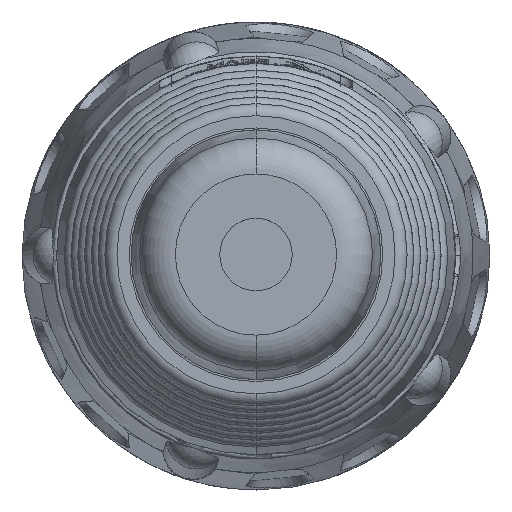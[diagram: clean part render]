
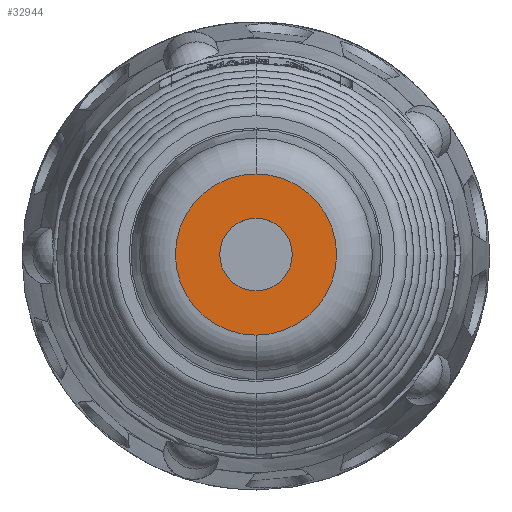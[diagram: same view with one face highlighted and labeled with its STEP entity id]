
A CAD part, top view. The second image highlights one B-rep face of the part: STEP entity #32944.
In plain terms, the highlighted planar face has unit normal (0, 0, 1).
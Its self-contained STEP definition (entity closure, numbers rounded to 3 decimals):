
#13332=CARTESIAN_POINT('',(0.,0.,53.25));
#13333=DIRECTION('',(0.,0.,-1.));
#13334=DIRECTION('',(0.,-1.,0.));
#13335=AXIS2_PLACEMENT_3D('',#13332,#13333,#13334);
#13337=CARTESIAN_POINT('',(0.,0.,53.25));
#13338=DIRECTION('',(0.,0.,-1.));
#13339=DIRECTION('',(0.,1.,0.));
#13340=AXIS2_PLACEMENT_3D('',#13337,#13338,#13339);
#13342=CARTESIAN_POINT('',(0.,0.,53.25));
#13343=DIRECTION('',(0.,0.,-1.));
#13344=DIRECTION('',(0.,-1.,0.));
#13345=AXIS2_PLACEMENT_3D('',#13342,#13343,#13344);
#13347=CARTESIAN_POINT('',(0.,0.,53.25));
#13348=DIRECTION('',(0.,0.,-1.));
#13349=DIRECTION('',(0.,1.,0.));
#13350=AXIS2_PLACEMENT_3D('',#13347,#13348,#13349);
#15501=CARTESIAN_POINT('',(0.,-1.5,53.25));
#15502=CARTESIAN_POINT('',(0.,1.5,53.25));
#15503=VERTEX_POINT('',#15501);
#15504=VERTEX_POINT('',#15502);
#15657=CARTESIAN_POINT('',(0.,-3.334,53.25));
#15658=CARTESIAN_POINT('',(0.,3.334,53.25));
#15659=VERTEX_POINT('',#15657);
#15660=VERTEX_POINT('',#15658);
#32928=CARTESIAN_POINT('',(0.,0.,53.25));
#32929=DIRECTION('',(0.,0.,1.));
#32930=DIRECTION('',(0.,-1.,0.));
#32931=AXIS2_PLACEMENT_3D('',#32928,#32929,#32930);
#32932=PLANE('',#32931);
#32934=ORIENTED_EDGE('',*,*,#32933,.T.);
#32935=ORIENTED_EDGE('',*,*,#32918,.T.);
#32936=EDGE_LOOP('',(#32934,#32935));
#32937=FACE_OUTER_BOUND('',#32936,.F.);
#32939=ORIENTED_EDGE('',*,*,#32938,.F.);
#32941=ORIENTED_EDGE('',*,*,#32940,.F.);
#32942=EDGE_LOOP('',(#32939,#32941));
#32943=FACE_BOUND('',#32942,.F.);
#32944=ADVANCED_FACE('',(#32937,#32943),#32932,.T.);
#13336=CIRCLE('',#13335,1.5);
#13341=CIRCLE('',#13340,1.5);
#13346=CIRCLE('',#13345,3.334);
#13351=CIRCLE('',#13350,3.334);
#32918=EDGE_CURVE('',#15660,#15659,#13351,.T.);
#32933=EDGE_CURVE('',#15659,#15660,#13346,.T.);
#32938=EDGE_CURVE('',#15503,#15504,#13336,.T.);
#32940=EDGE_CURVE('',#15504,#15503,#13341,.T.);
